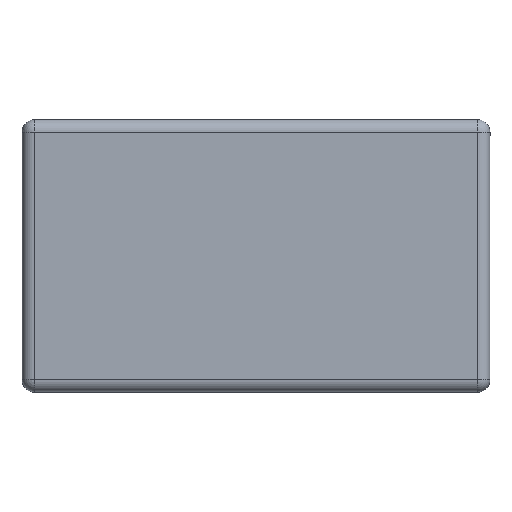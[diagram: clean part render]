
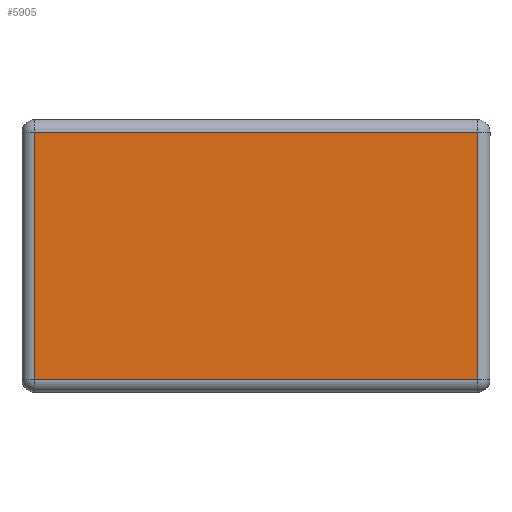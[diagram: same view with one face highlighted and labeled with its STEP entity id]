
A CAD part, top view. The second image highlights one B-rep face of the part: STEP entity #5905.
In plain terms, the highlighted face is planar.
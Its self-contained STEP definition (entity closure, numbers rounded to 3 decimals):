
#582=LINE('',#9908,#1136);
#584=LINE('',#9915,#1138);
#586=LINE('',#9925,#1140);
#588=LINE('',#9933,#1142);
#1136=VECTOR('',#8159,179.);
#1138=VECTOR('',#8167,100.);
#1140=VECTOR('',#8179,179.);
#1142=VECTOR('',#8191,100.);
#1673=FACE_OUTER_BOUND('',#2095,.T.);
#2095=EDGE_LOOP('',(#5210,#5211,#5212,#5213));
#2870=VERTEX_POINT('',#9905);
#2871=VERTEX_POINT('',#9907);
#2873=VERTEX_POINT('',#9914);
#2876=VERTEX_POINT('',#9924);
#3651=EDGE_CURVE('',#2870,#2871,#582,.T.);
#3655=EDGE_CURVE('',#2871,#2873,#584,.T.);
#3660=EDGE_CURVE('',#2873,#2876,#586,.T.);
#3665=EDGE_CURVE('',#2876,#2870,#588,.T.);
#5210=ORIENTED_EDGE('',*,*,#3651,.F.);
#5211=ORIENTED_EDGE('',*,*,#3665,.F.);
#5212=ORIENTED_EDGE('',*,*,#3660,.F.);
#5213=ORIENTED_EDGE('',*,*,#3655,.F.);
#5555=PLANE('',#6509);
#5905=ADVANCED_FACE('',(#1673),#5555,.F.);
#6509=AXIS2_PLACEMENT_3D('',#9949,#8215,#8216);
#8159=DIRECTION('',(1.,0.,0.));
#8167=DIRECTION('',(0.,1.,0.));
#8179=DIRECTION('',(-1.,0.,0.));
#8191=DIRECTION('',(0.,-1.,0.));
#8215=DIRECTION('center_axis',(0.,0.,1.));
#8216=DIRECTION('ref_axis',(1.,0.,0.));
#9905=CARTESIAN_POINT('',(-89.5,-50.,-48.));
#9907=CARTESIAN_POINT('',(89.5,-50.,-48.));
#9908=CARTESIAN_POINT('',(-44.75,-50.,-48.));
#9914=CARTESIAN_POINT('',(89.5,50.,-48.));
#9915=CARTESIAN_POINT('',(89.5,-25.,-48.));
#9924=CARTESIAN_POINT('',(-89.5,50.,-48.));
#9925=CARTESIAN_POINT('',(44.75,50.,-48.));
#9933=CARTESIAN_POINT('',(-89.5,25.,-48.));
#9949=CARTESIAN_POINT('Origin',(0.,0.,
-48.));
